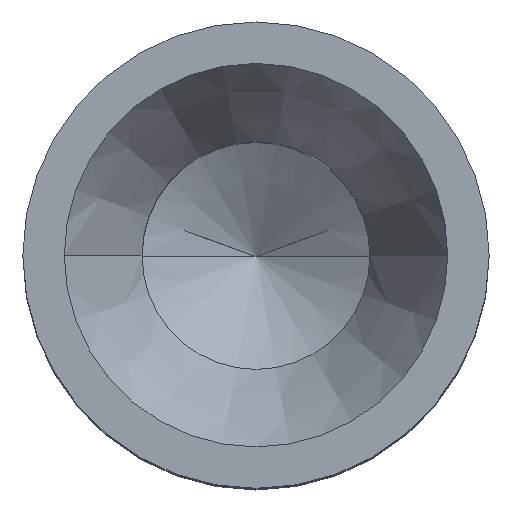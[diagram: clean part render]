
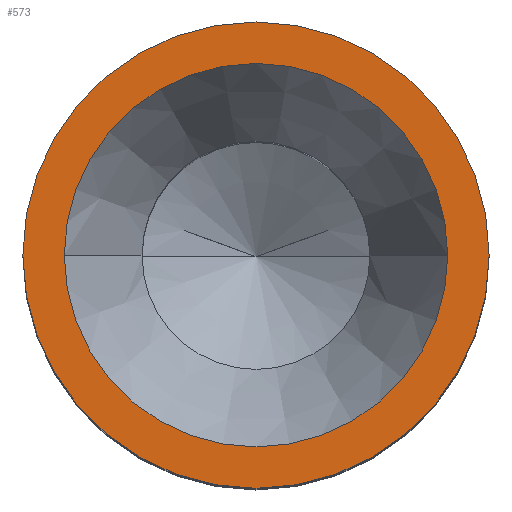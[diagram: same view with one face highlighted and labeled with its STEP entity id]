
A CAD part, top view. The second image highlights one B-rep face of the part: STEP entity #573.
In plain terms, the highlighted planar face has unit normal (0, 0, 1).
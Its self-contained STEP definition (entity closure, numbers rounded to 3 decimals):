
#38 = DIRECTION ( 'NONE',  ( 1., 0., 0. ) ) ;
#107 = AXIS2_PLACEMENT_3D ( 'NONE', #893, #724, #38 ) ;
#146 = VERTEX_POINT ( 'NONE', #205 ) ;
#150 = DIRECTION ( 'NONE',  ( -1., 0., 0. ) ) ;
#189 = EDGE_CURVE ( 'NONE', #275, #1110, #1111, .T. ) ;
#197 = CARTESIAN_POINT ( 'NONE',  ( 2.25, 0., 9.2 ) ) ;
#205 = CARTESIAN_POINT ( 'NONE',  ( -2.25, 0., 9.2 ) ) ;
#228 = PLANE ( 'NONE',  #107 ) ;
#241 = EDGE_LOOP ( 'NONE', ( #305, #1035 ) ) ;
#251 = DIRECTION ( 'NONE',  ( 0., 0., 1. ) ) ;
#265 = CIRCLE ( 'NONE', #743, 1.85 ) ;
#275 = VERTEX_POINT ( 'NONE', #813 ) ;
#303 = CIRCLE ( 'NONE', #1217, 2.25 ) ;
#305 = ORIENTED_EDGE ( 'NONE', *, *, #1109, .T. ) ;
#347 = FACE_BOUND ( 'NONE', #726, .T. ) ;
#351 = CARTESIAN_POINT ( 'NONE',  ( 0., 0., 9.2 ) ) ;
#440 = AXIS2_PLACEMENT_3D ( 'NONE', #513, #251, #150 ) ;
#473 = CARTESIAN_POINT ( 'NONE',  ( 0., 0., 9.2 ) ) ;
#513 = CARTESIAN_POINT ( 'NONE',  ( 0., 0., 9.2 ) ) ;
#573 = ADVANCED_FACE ( 'NONE', ( #907, #347 ), #228, .T. ) ;
#583 = DIRECTION ( 'NONE',  ( -1., 0., 0. ) ) ;
#631 = DIRECTION ( 'NONE',  ( 1., 0., 0. ) ) ;
#633 = EDGE_CURVE ( 'NONE', #834, #146, #303, .T. ) ;
#646 = ORIENTED_EDGE ( 'NONE', *, *, #777, .F. ) ;
#683 = DIRECTION ( 'NONE',  ( 0., 0., 1. ) ) ;
#724 = DIRECTION ( 'NONE',  ( 0., 0., 1. ) ) ;
#726 = EDGE_LOOP ( 'NONE', ( #646, #1104 ) ) ;
#730 = DIRECTION ( 'NONE',  ( 0., 0., 1. ) ) ;
#743 = AXIS2_PLACEMENT_3D ( 'NONE', #763, #683, #583 ) ;
#753 = DIRECTION ( 'NONE',  ( 1., 0., 0. ) ) ;
#758 = DIRECTION ( 'NONE',  ( 0., 0., 1. ) ) ;
#763 = CARTESIAN_POINT ( 'NONE',  ( 0., 0., 9.2 ) ) ;
#777 = EDGE_CURVE ( 'NONE', #1110, #275, #265, .T. ) ;
#813 = CARTESIAN_POINT ( 'NONE',  ( 1.85, 0., 9.2 ) ) ;
#834 = VERTEX_POINT ( 'NONE', #197 ) ;
#893 = CARTESIAN_POINT ( 'NONE',  ( 0., 0., 9.2 ) ) ;
#907 = FACE_OUTER_BOUND ( 'NONE', #241, .T. ) ;
#1035 = ORIENTED_EDGE ( 'NONE', *, *, #633, .T. ) ;
#1104 = ORIENTED_EDGE ( 'NONE', *, *, #189, .F. ) ;
#1106 = CARTESIAN_POINT ( 'NONE',  ( -1.85, 0., 9.2 ) ) ;
#1109 = EDGE_CURVE ( 'NONE', #146, #834, #1133, .T. ) ;
#1110 = VERTEX_POINT ( 'NONE', #1106 ) ;
#1111 = CIRCLE ( 'NONE', #440, 1.85 ) ;
#1133 = CIRCLE ( 'NONE', #1170, 2.25 ) ;
#1170 = AXIS2_PLACEMENT_3D ( 'NONE', #351, #730, #631 ) ;
#1217 = AXIS2_PLACEMENT_3D ( 'NONE', #473, #758, #753 ) ;
